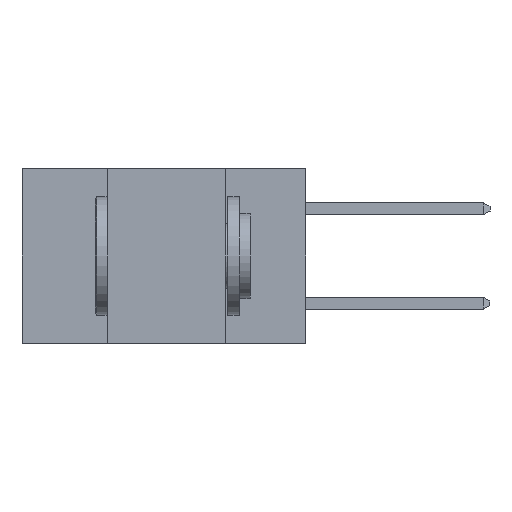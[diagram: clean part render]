
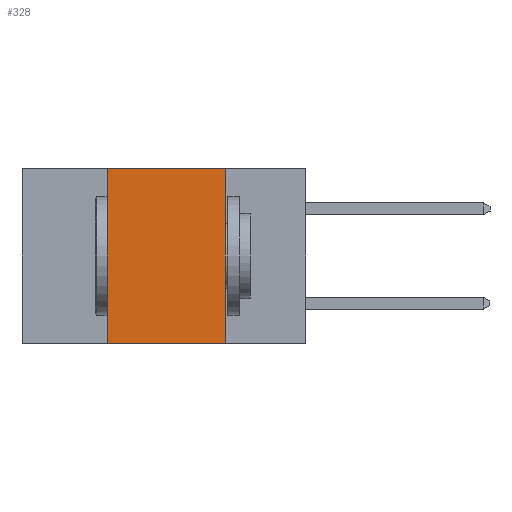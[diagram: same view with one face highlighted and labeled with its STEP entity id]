
A CAD part, left-side view. The second image highlights one B-rep face of the part: STEP entity #328.
In plain terms, the highlighted planar face has unit normal (-1, 0, 0).
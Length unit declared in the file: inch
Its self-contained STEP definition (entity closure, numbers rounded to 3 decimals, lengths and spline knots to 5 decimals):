
#97 = ORIENTED_EDGE ( 'NONE', *, *, #10592, .F. ) ;
#328 = ADVANCED_FACE ( 'NONE', ( #18568 ), #5217, .F. ) ;
#1030 = VECTOR ( 'NONE', #20229, 39.37008 ) ;
#1138 = ORIENTED_EDGE ( 'NONE', *, *, #8225, .F. ) ;
#2078 = VERTEX_POINT ( 'NONE', #3682 ) ;
#3307 = VERTEX_POINT ( 'NONE', #11537 ) ;
#3365 = EDGE_CURVE ( 'NONE', #9077, #19377, #15665, .T. ) ;
#3682 = CARTESIAN_POINT ( 'NONE',  ( 0., 0.17, -0.37 ) ) ;
#3777 = DIRECTION ( 'NONE',  ( 1., 0., 0. ) ) ;
#4140 = DIRECTION ( 'NONE',  ( 0., -1., 0. ) ) ;
#5006 = LINE ( 'NONE', #8524, #1030 ) ;
#5211 = EDGE_LOOP ( 'NONE', ( #97, #1138, #15937, #5913 ) ) ;
#5217 = PLANE ( 'NONE',  #10111 ) ;
#5913 = ORIENTED_EDGE ( 'NONE', *, *, #6797, .T. ) ;
#6740 = VECTOR ( 'NONE', #20220, 39.37008 ) ;
#6797 = EDGE_CURVE ( 'NONE', #9077, #2078, #5006, .T. ) ;
#7503 = CARTESIAN_POINT ( 'NONE',  ( 0., 0.6, 0. ) ) ;
#7577 = VECTOR ( 'NONE', #14514, 39.37008 ) ;
#8225 = EDGE_CURVE ( 'NONE', #19377, #3307, #10232, .T. ) ;
#8524 = CARTESIAN_POINT ( 'NONE',  ( 0., 0.6, -0.37 ) ) ;
#9077 = VERTEX_POINT ( 'NONE', #13386 ) ;
#10111 = AXIS2_PLACEMENT_3D ( 'NONE', #21558, #3777, #20688 ) ;
#10232 = LINE ( 'NONE', #7503, #14128 ) ;
#10592 = EDGE_CURVE ( 'NONE', #3307, #2078, #20915, .T. ) ;
#11537 = CARTESIAN_POINT ( 'NONE',  ( 0., 0.17, 0. ) ) ;
#13386 = CARTESIAN_POINT ( 'NONE',  ( 0., 0.42, -0.37 ) ) ;
#14128 = VECTOR ( 'NONE', #4140, 39.37008 ) ;
#14514 = DIRECTION ( 'NONE',  ( 0., 0., -1. ) ) ;
#15665 = LINE ( 'NONE', #21487, #6740 ) ;
#15937 = ORIENTED_EDGE ( 'NONE', *, *, #3365, .F. ) ;
#18568 = FACE_OUTER_BOUND ( 'NONE', #5211, .T. ) ;
#19377 = VERTEX_POINT ( 'NONE', #21070 ) ;
#19438 = CARTESIAN_POINT ( 'NONE',  ( 0., 0.17, 0. ) ) ;
#20220 = DIRECTION ( 'NONE',  ( 0., 0., 1. ) ) ;
#20229 = DIRECTION ( 'NONE',  ( 0., -1., 0. ) ) ;
#20688 = DIRECTION ( 'NONE',  ( 0., 0., -1. ) ) ;
#20915 = LINE ( 'NONE', #19438, #7577 ) ;
#21070 = CARTESIAN_POINT ( 'NONE',  ( 0., 0.42, 0. ) ) ;
#21487 = CARTESIAN_POINT ( 'NONE',  ( 0., 0.42, 0. ) ) ;
#21558 = CARTESIAN_POINT ( 'NONE',  ( 0., 0.6, 0. ) ) ;
